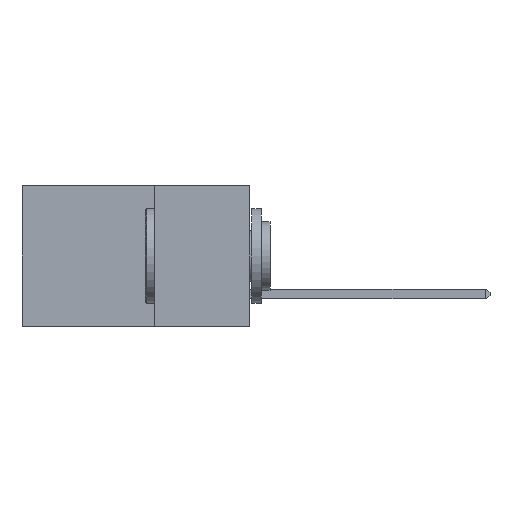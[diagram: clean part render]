
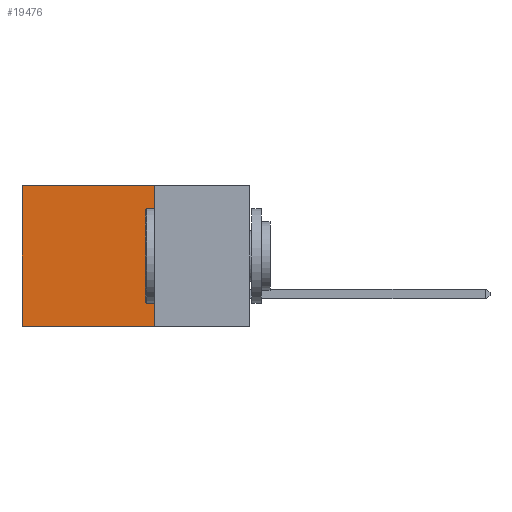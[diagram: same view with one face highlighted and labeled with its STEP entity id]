
A CAD part, left-side view. The second image highlights one B-rep face of the part: STEP entity #19476.
In plain terms, the highlighted planar face has unit normal (-1, 0, 0).
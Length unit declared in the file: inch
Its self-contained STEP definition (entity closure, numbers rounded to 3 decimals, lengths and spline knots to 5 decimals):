
#781 = LINE ( 'NONE', #16949, #13430 ) ;
#1971 = ORIENTED_EDGE ( 'NONE', *, *, #4860, .F. ) ;
#2536 = VERTEX_POINT ( 'NONE', #6282 ) ;
#2566 = CARTESIAN_POINT ( 'NONE',  ( 0.2875, 0.6, 0. ) ) ;
#2695 = VERTEX_POINT ( 'NONE', #2913 ) ;
#2735 = VECTOR ( 'NONE', #18856, 39.37008 ) ;
#2913 = CARTESIAN_POINT ( 'NONE',  ( 0.2875, 0.25, -0.37 ) ) ;
#3352 = PLANE ( 'NONE',  #13068 ) ;
#3971 = CARTESIAN_POINT ( 'NONE',  ( 0.2875, 0.25, 0. ) ) ;
#4686 = FACE_OUTER_BOUND ( 'NONE', #15518, .T. ) ;
#4860 = EDGE_CURVE ( 'NONE', #2695, #2536, #7384, .T. ) ;
#5081 = DIRECTION ( 'NONE',  ( 0., 0., -1. ) ) ;
#6282 = CARTESIAN_POINT ( 'NONE',  ( 0.2875, 0.6, -0.37 ) ) ;
#6425 = EDGE_CURVE ( 'NONE', #20426, #7943, #781, .T. ) ;
#7384 = LINE ( 'NONE', #20446, #2735 ) ;
#7943 = VERTEX_POINT ( 'NONE', #14508 ) ;
#10893 = DIRECTION ( 'NONE',  ( 0., 0., -1. ) ) ;
#11129 = VECTOR ( 'NONE', #16156, 39.37008 ) ;
#12631 = ORIENTED_EDGE ( 'NONE', *, *, #18578, .T. ) ;
#13068 = AXIS2_PLACEMENT_3D ( 'NONE', #18485, #15259, #5081 ) ;
#13430 = VECTOR ( 'NONE', #13656, 39.37008 ) ;
#13656 = DIRECTION ( 'NONE',  ( 0., 1., 0. ) ) ;
#14232 = LINE ( 'NONE', #3971, #18091 ) ;
#14508 = CARTESIAN_POINT ( 'NONE',  ( 0.2875, 0.6, 0. ) ) ;
#15259 = DIRECTION ( 'NONE',  ( 1., 0., 0. ) ) ;
#15518 = EDGE_LOOP ( 'NONE', ( #12631, #1971, #16564, #18597 ) ) ;
#16156 = DIRECTION ( 'NONE',  ( 0., 0., -1. ) ) ;
#16564 = ORIENTED_EDGE ( 'NONE', *, *, #18466, .F. ) ;
#16949 = CARTESIAN_POINT ( 'NONE',  ( 0.2875, 0.25, 0. ) ) ;
#17132 = CARTESIAN_POINT ( 'NONE',  ( 0.2875, 0.25, 0. ) ) ;
#18091 = VECTOR ( 'NONE', #10893, 39.37008 ) ;
#18466 = EDGE_CURVE ( 'NONE', #20426, #2695, #14232, .T. ) ;
#18485 = CARTESIAN_POINT ( 'NONE',  ( 0.2875, 0.25, 0. ) ) ;
#18578 = EDGE_CURVE ( 'NONE', #7943, #2536, #20310, .T. ) ;
#18597 = ORIENTED_EDGE ( 'NONE', *, *, #6425, .T. ) ;
#18856 = DIRECTION ( 'NONE',  ( 0., 1., 0. ) ) ;
#19476 = ADVANCED_FACE ( 'NONE', ( #4686 ), #3352, .F. ) ;
#20310 = LINE ( 'NONE', #2566, #11129 ) ;
#20426 = VERTEX_POINT ( 'NONE', #17132 ) ;
#20446 = CARTESIAN_POINT ( 'NONE',  ( 0.2875, 0.25, -0.37 ) ) ;
